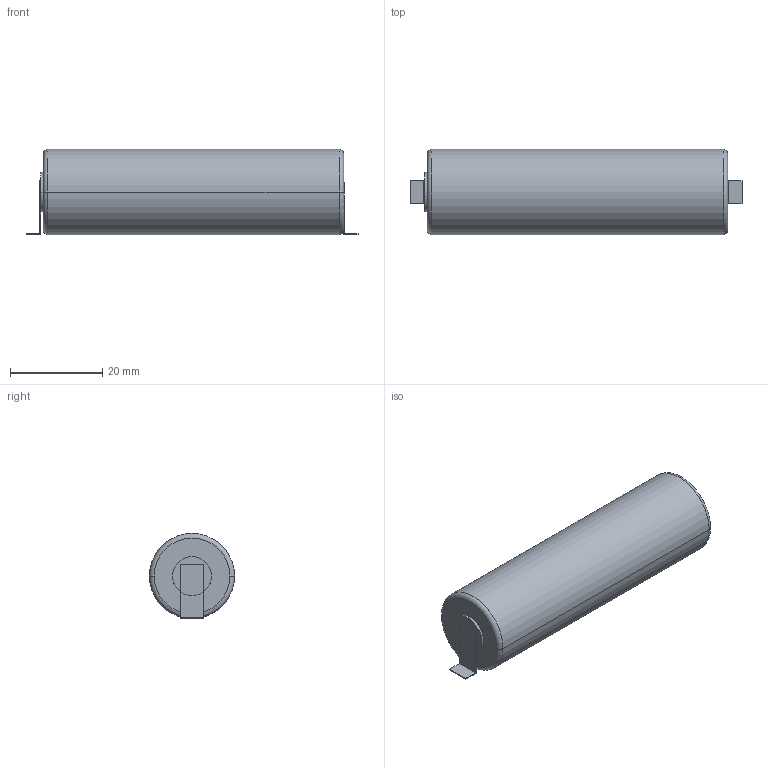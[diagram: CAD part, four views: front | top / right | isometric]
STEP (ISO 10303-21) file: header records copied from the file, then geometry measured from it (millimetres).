
FILE_DESCRIPTION(('FreeCAD Model'),'2;1');
FILE_NAME('battery_18650_SMD.step','2019-04-12T21:05:46',( 'kicad StepUp'),('ksu MCAD'),'Open CASCADE STEP processor 7.3', 'FreeCAD','Unknown');
FILE_SCHEMA(('AUTOMOTIVE_DESIGN { 1 0 10303 214 1 1 1 1 }'));
Length unit declared in the file: millimetre
Products named in the file (1): battery_18650_SMD
Bounding box: 72.1 x 18.5 x 18.5 mm (x, y, z)
Volume: 17564.4 mm3; surface area: 4435 mm2
Topology: 1 solids, 1 shells, 30 faces, 73 edges, 46 vertices
Faces by surface type: plane 19, cylinder 7, torus 4
Entity records: 1105 total; most frequent: CARTESIAN_POINT 160, DIRECTION 156, ORIENTED_EDGE 146, EDGE_CURVE 73, AXIS2_PLACEMENT_3D 54, LINE 48, VECTOR 48, VERTEX_POINT 46
